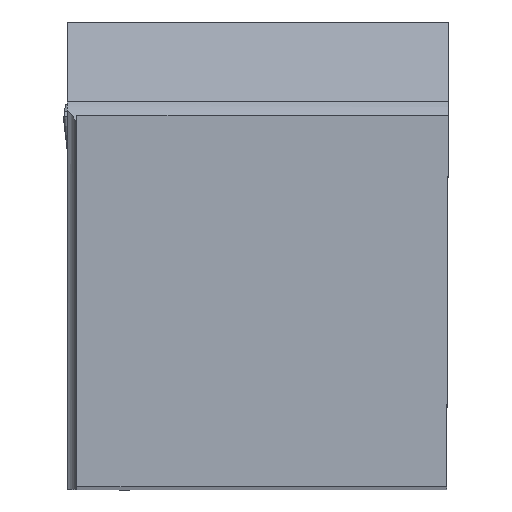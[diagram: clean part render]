
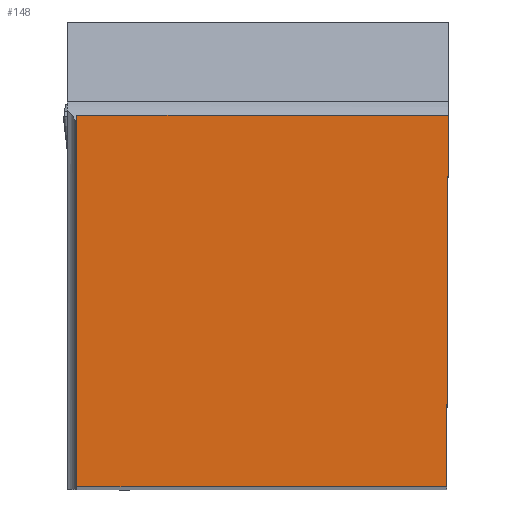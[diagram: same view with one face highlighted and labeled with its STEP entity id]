
A CAD part, top view. The second image highlights one B-rep face of the part: STEP entity #148.
In plain terms, the highlighted planar face has unit normal (0, 0, 1).
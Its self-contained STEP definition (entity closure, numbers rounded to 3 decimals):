
#148=ADVANCED_FACE('CU_BACK_SU1',(#266),#211,.F.);
#211=PLANE('',#1472);
#266=FACE_OUTER_BOUND('',#332,.T.);
#332=EDGE_LOOP('',(#536,#537,#538,#539));
#536=ORIENTED_EDGE('',*,*,#941,.T.);
#537=ORIENTED_EDGE('',*,*,#954,.T.);
#538=ORIENTED_EDGE('',*,*,#957,.T.);
#539=ORIENTED_EDGE('',*,*,#985,.F.);
#813=VERTEX_POINT('',#1976);
#814=VERTEX_POINT('',#1978);
#822=VERTEX_POINT('',#1999);
#824=VERTEX_POINT('',#2005);
#941=EDGE_CURVE('',#814,#813,#1120,.T.);
#954=EDGE_CURVE('',#813,#822,#1129,.T.);
#957=EDGE_CURVE('',#822,#824,#1132,.T.);
#985=EDGE_CURVE('',#814,#824,#1156,.T.);
#1120=LINE('',#1977,#1270);
#1129=LINE('',#2000,#1279);
#1132=LINE('',#2006,#1282);
#1156=LINE('',#2076,#1306);
#1270=VECTOR('',#1603,1.);
#1279=VECTOR('',#1622,1.);
#1282=VECTOR('',#1627,1.);
#1306=VECTOR('',#1683,1.);
#1472=AXIS2_PLACEMENT_3D('',#2077,#1684,#1685);
#1603=DIRECTION('',(1.,0.,0.));
#1622=DIRECTION('',(0.004,1.,0.));
#1627=DIRECTION('',(-1.,0.,0.));
#1683=DIRECTION('',(0.,1.,0.));
#1684=DIRECTION('',(0.,0.,-1.));
#1685=DIRECTION('',(0.,-1.,0.));
#1976=CARTESIAN_POINT('',(-0.139,0.,0.));
#1977=CARTESIAN_POINT('',(23.593,0.,0.));
#1978=CARTESIAN_POINT('',(-31.85,0.,0.));
#1999=CARTESIAN_POINT('',(0.,31.85,0.));
#2000=CARTESIAN_POINT('',(0.088,51.953,0.));
#2005=CARTESIAN_POINT('',(-31.85,31.85,0.));
#2006=CARTESIAN_POINT('',(23.593,31.85,0.));
#2076=CARTESIAN_POINT('',(-31.85,51.85,0.));
#2077=CARTESIAN_POINT('',(23.593,51.85,0.));
